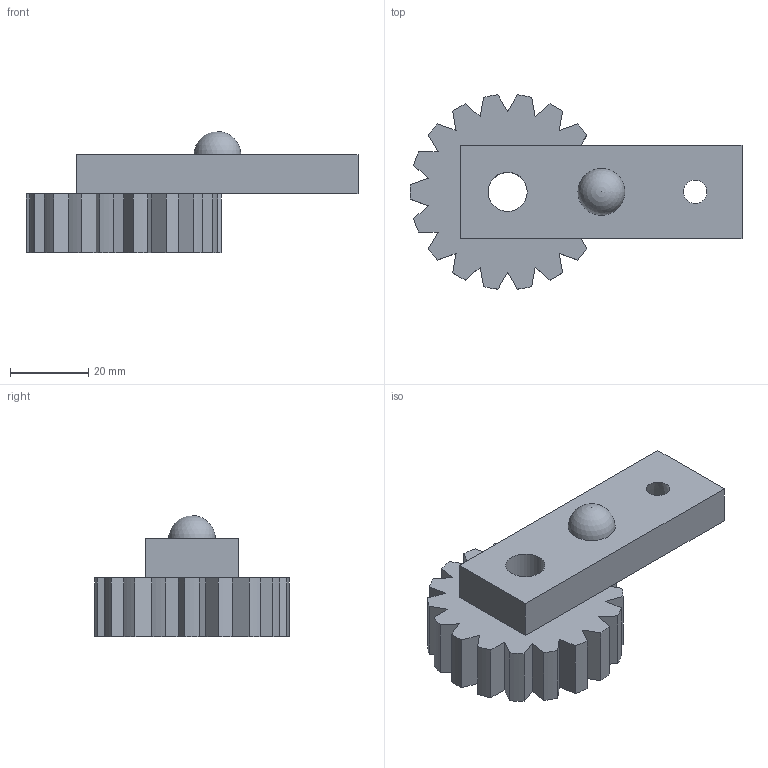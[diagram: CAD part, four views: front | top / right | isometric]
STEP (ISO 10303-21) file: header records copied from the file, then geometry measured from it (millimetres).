
FILE_DESCRIPTION(/* description */ (''),/* implementation_level */ '2;1');
FILE_NAME(/* name */ 'Parcial3_Ejemplo.stp',/* time_stamp */ '2020-06-25T20:58:37-06:00',/* author */ ('Ivan'),/* organization */ (''),/* preprocessor_version */ 'ST-DEVELOPER v16.13',/* originating_system */ 'Autodesk Inventor 2018',/* authorisation */ '');
FILE_SCHEMA (('AUTOMOTIVE_DESIGN { 1 0 10303 214 3 1 1 }'));
Length unit declared in the file: millimetre
Products named in the file (1): Parcial3
Bounding box: 84.99 x 49.75 x 31 mm (x, y, z)
Volume: 41525.9 mm3; surface area: 11842.4 mm2
Topology: 1 solids, 1 shells, 65 faces, 189 edges, 126 vertices
Faces by surface type: plane 44, cylinder 19, sphere 1, cone 1
Full cylindrical faces by diameter (mm): 10 x1
Entity records: 2149 total; most frequent: CARTESIAN_POINT 372, ORIENTED_EDGE 366, DIRECTION 356, EDGE_CURVE 183, LINE 142, VECTOR 142, VERTEX_POINT 123, AXIS2_PLACEMENT_3D 107
